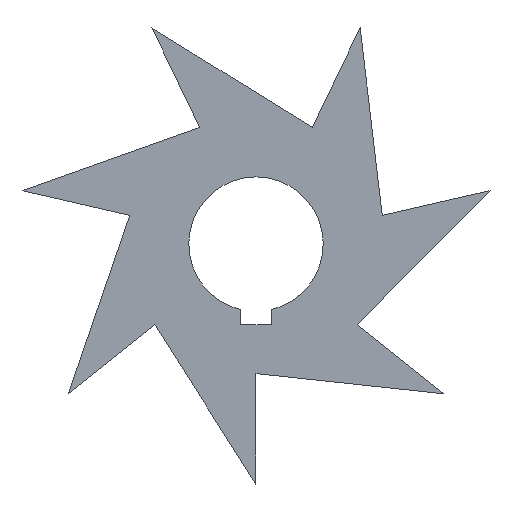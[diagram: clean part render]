
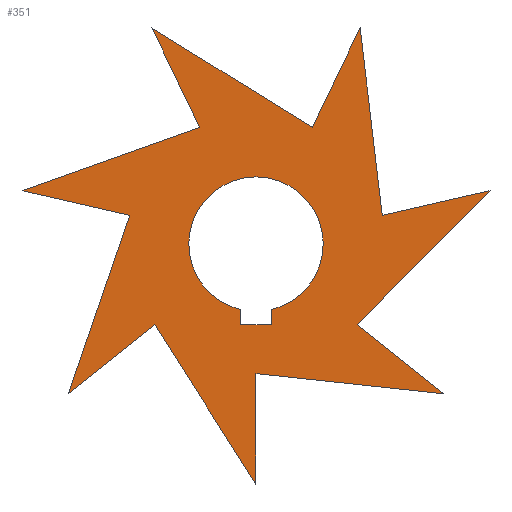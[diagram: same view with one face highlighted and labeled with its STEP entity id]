
A CAD part, front view. The second image highlights one B-rep face of the part: STEP entity #351.
In plain terms, the highlighted planar face has unit normal (0, -1, 0).
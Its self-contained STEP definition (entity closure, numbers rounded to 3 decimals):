
#8 = DIRECTION ( 'NONE',  ( -0.434, 0., 0.901 ) ) ;
#17 = CARTESIAN_POINT ( 'NONE',  ( -32.876, 0., 7.504 ) ) ;
#18 = VERTEX_POINT ( 'NONE', #357 ) ;
#31 = AXIS2_PLACEMENT_3D ( 'NONE', #497, #653, #62 ) ;
#39 = CARTESIAN_POINT ( 'NONE',  ( -4., 0., -21.037 ) ) ;
#43 = LINE ( 'NONE', #539, #600 ) ;
#44 = ORIENTED_EDGE ( 'NONE', *, *, #205, .F. ) ;
#49 = ORIENTED_EDGE ( 'NONE', *, *, #464, .F. ) ;
#51 = CARTESIAN_POINT ( 'NONE',  ( 0., 0., -33.721 ) ) ;
#52 = VERTEX_POINT ( 'NONE', #507 ) ;
#62 = DIRECTION ( 'NONE',  ( 0., 0., 1. ) ) ;
#65 = ORIENTED_EDGE ( 'NONE', *, *, #223, .T. ) ;
#67 = VECTOR ( 'NONE', #629, 1000. ) ;
#84 = CARTESIAN_POINT ( 'NONE',  ( -4., 0., -17.037 ) ) ;
#102 = ORIENTED_EDGE ( 'NONE', *, *, #149, .T. ) ;
#104 = LINE ( 'NONE', #262, #67 ) ;
#105 = VERTEX_POINT ( 'NONE', #513 ) ;
#116 = VERTEX_POINT ( 'NONE', #679 ) ;
#118 = VECTOR ( 'NONE', #160, 1000. ) ;
#121 = CARTESIAN_POINT ( 'NONE',  ( 0., 0., -33.721 ) ) ;
#125 = VECTOR ( 'NONE', #413, 1000. ) ;
#130 = CIRCLE ( 'NONE', #189, 17.5 ) ;
#135 = CARTESIAN_POINT ( 'NONE',  ( 60.933, 0., 13.908 ) ) ;
#140 = DIRECTION ( 'NONE',  ( 0., 0., 1. ) ) ;
#149 = EDGE_CURVE ( 'NONE', #151, #666, #130, .T. ) ;
#151 = VERTEX_POINT ( 'NONE', #567 ) ;
#154 = VECTOR ( 'NONE', #155, 1000. ) ;
#155 = DIRECTION ( 'NONE',  ( -0.975, 0., 0.223 ) ) ;
#160 = DIRECTION ( 'NONE',  ( -0.703, 0., -0.711 ) ) ;
#184 = VECTOR ( 'NONE', #260, 1000. ) ;
#186 = CARTESIAN_POINT ( 'NONE',  ( 0., 0., -33.721 ) ) ;
#189 = AXIS2_PLACEMENT_3D ( 'NONE', #198, #345, #140 ) ;
#193 = VECTOR ( 'NONE', #283, 1000. ) ;
#197 = LINE ( 'NONE', #568, #154 ) ;
#198 = CARTESIAN_POINT ( 'NONE',  ( 0., 0., 0. ) ) ;
#205 = EDGE_CURVE ( 'NONE', #116, #52, #220, .T. ) ;
#209 = CARTESIAN_POINT ( 'NONE',  ( 27.118, 0., 56.311 ) ) ;
#214 = CARTESIAN_POINT ( 'NONE',  ( -60.933, 0., 13.908 ) ) ;
#220 = LINE ( 'NONE', #694, #687 ) ;
#221 = VERTEX_POINT ( 'NONE', #214 ) ;
#223 = EDGE_CURVE ( 'NONE', #666, #308, #43, .T. ) ;
#229 = ORIENTED_EDGE ( 'NONE', *, *, #346, .F. ) ;
#234 = ORIENTED_EDGE ( 'NONE', *, *, #664, .F. ) ;
#236 = CARTESIAN_POINT ( 'NONE',  ( 32.876, 0., 7.504 ) ) ;
#243 = ORIENTED_EDGE ( 'NONE', *, *, #471, .F. ) ;
#245 = VERTEX_POINT ( 'NONE', #414 ) ;
#256 = LINE ( 'NONE', #51, #579 ) ;
#259 = EDGE_CURVE ( 'NONE', #646, #472, #577, .T. ) ;
#260 = DIRECTION ( 'NONE',  ( -1., 0., 0. ) ) ;
#262 = CARTESIAN_POINT ( 'NONE',  ( 14.631, 0., 30.382 ) ) ;
#265 = DIRECTION ( 'NONE',  ( 0., 0., -1. ) ) ;
#266 = CARTESIAN_POINT ( 'NONE',  ( 32.876, 0., 7.504 ) ) ;
#267 = EDGE_CURVE ( 'NONE', #605, #116, #703, .T. ) ;
#269 = CARTESIAN_POINT ( 'NONE',  ( 4., 0., -17.037 ) ) ;
#270 = ORIENTED_EDGE ( 'NONE', *, *, #544, .F. ) ;
#271 = FACE_OUTER_BOUND ( 'NONE', #654, .T. ) ;
#272 = ORIENTED_EDGE ( 'NONE', *, *, #669, .T. ) ;
#276 = ORIENTED_EDGE ( 'NONE', *, *, #618, .F. ) ;
#283 = DIRECTION ( 'NONE',  ( -0.536, 0., 0.844 ) ) ;
#286 = CARTESIAN_POINT ( 'NONE',  ( -32.876, 0., 7.504 ) ) ;
#289 = PLANE ( 'NONE',  #31 ) ;
#298 = DIRECTION ( 'NONE',  ( 0., 0., 1. ) ) ;
#300 = VECTOR ( 'NONE', #689, 1000. ) ;
#308 = VERTEX_POINT ( 'NONE', #686 ) ;
#322 = CARTESIAN_POINT ( 'NONE',  ( 14.631, 0., 30.382 ) ) ;
#326 = DIRECTION ( 'NONE',  ( 0., 0., -1. ) ) ;
#332 = DIRECTION ( 'NONE',  ( -0.994, 0., 0.107 ) ) ;
#345 = DIRECTION ( 'NONE',  ( 0., 1., 0. ) ) ;
#346 = EDGE_CURVE ( 'NONE', #462, #440, #589, .T. ) ;
#351 = ADVANCED_FACE ( 'NONE', ( #271, #661 ), #289, .F. ) ;
#357 = CARTESIAN_POINT ( 'NONE',  ( -4., 0., -21.037 ) ) ;
#362 = ORIENTED_EDGE ( 'NONE', *, *, #478, .F. ) ;
#366 = CARTESIAN_POINT ( 'NONE',  ( 32.876, 0., 7.504 ) ) ;
#386 = VERTEX_POINT ( 'NONE', #286 ) ;
#389 = ORIENTED_EDGE ( 'NONE', *, *, #267, .F. ) ;
#390 = VERTEX_POINT ( 'NONE', #186 ) ;
#395 = CARTESIAN_POINT ( 'NONE',  ( 14.631, 0., 30.382 ) ) ;
#402 = VECTOR ( 'NONE', #407, 1000. ) ;
#407 = DIRECTION ( 'NONE',  ( 0.325, 0., 0.946 ) ) ;
#411 = DIRECTION ( 'NONE',  ( -0.782, 0., -0.623 ) ) ;
#413 = DIRECTION ( 'NONE',  ( 0.975, 0., 0.223 ) ) ;
#414 = CARTESIAN_POINT ( 'NONE',  ( -48.864, 0., -38.968 ) ) ;
#416 = VECTOR ( 'NONE', #641, 1000. ) ;
#420 = CARTESIAN_POINT ( 'NONE',  ( -14.631, 0., 30.382 ) ) ;
#425 = ORIENTED_EDGE ( 'NONE', *, *, #259, .F. ) ;
#433 = EDGE_CURVE ( 'NONE', #105, #695, #655, .T. ) ;
#434 = ORIENTED_EDGE ( 'NONE', *, *, #699, .F. ) ;
#440 = VERTEX_POINT ( 'NONE', #395 ) ;
#441 = LINE ( 'NONE', #17, #402 ) ;
#458 = LINE ( 'NONE', #84, #543 ) ;
#462 = VERTEX_POINT ( 'NONE', #603 ) ;
#464 = EDGE_CURVE ( 'NONE', #52, #390, #555, .T. ) ;
#466 = DIRECTION ( 'NONE',  ( 0.782, 0., -0.623 ) ) ;
#471 = EDGE_CURVE ( 'NONE', #597, #462, #548, .T. ) ;
#472 = VERTEX_POINT ( 'NONE', #236 ) ;
#473 = CARTESIAN_POINT ( 'NONE',  ( -26.364, 0., -21.025 ) ) ;
#478 = EDGE_CURVE ( 'NONE', #245, #386, #441, .T. ) ;
#485 = CARTESIAN_POINT ( 'NONE',  ( -26.364, 0., -21.025 ) ) ;
#491 = CARTESIAN_POINT ( 'NONE',  ( -14.631, 0., 30.382 ) ) ;
#497 = CARTESIAN_POINT ( 'NONE',  ( 0., 0., 0. ) ) ;
#507 = CARTESIAN_POINT ( 'NONE',  ( 48.864, 0., -38.968 ) ) ;
#510 = EDGE_CURVE ( 'NONE', #18, #151, #458, .T. ) ;
#513 = CARTESIAN_POINT ( 'NONE',  ( 0., 0., -62.5 ) ) ;
#514 = LINE ( 'NONE', #420, #300 ) ;
#517 = EDGE_LOOP ( 'NONE', ( #102, #65, #272, #533 ) ) ;
#518 = LINE ( 'NONE', #39, #184 ) ;
#520 = VECTOR ( 'NONE', #332, 1000. ) ;
#522 = VECTOR ( 'NONE', #411, 1000. ) ;
#533 = ORIENTED_EDGE ( 'NONE', *, *, #510, .T. ) ;
#534 = DIRECTION ( 'NONE',  ( 0.849, 0., -0.528 ) ) ;
#538 = ORIENTED_EDGE ( 'NONE', *, *, #691, .F. ) ;
#539 = CARTESIAN_POINT ( 'NONE',  ( 4., 0., -21.037 ) ) ;
#543 = VECTOR ( 'NONE', #298, 1000. ) ;
#544 = EDGE_CURVE ( 'NONE', #695, #245, #665, .T. ) ;
#548 = LINE ( 'NONE', #491, #616 ) ;
#555 = LINE ( 'NONE', #121, #520 ) ;
#565 = CARTESIAN_POINT ( 'NONE',  ( -26.364, 0., -21.025 ) ) ;
#567 = CARTESIAN_POINT ( 'NONE',  ( -4., 0., -17.037 ) ) ;
#568 = CARTESIAN_POINT ( 'NONE',  ( -32.876, 0., 7.504 ) ) ;
#577 = LINE ( 'NONE', #266, #416 ) ;
#579 = VECTOR ( 'NONE', #265, 1000. ) ;
#589 = LINE ( 'NONE', #322, #642 ) ;
#597 = VERTEX_POINT ( 'NONE', #619 ) ;
#600 = VECTOR ( 'NONE', #326, 1000. ) ;
#602 = ORIENTED_EDGE ( 'NONE', *, *, #651, .F. ) ;
#603 = CARTESIAN_POINT ( 'NONE',  ( -27.118, 0., 56.311 ) ) ;
#605 = VERTEX_POINT ( 'NONE', #135 ) ;
#616 = VECTOR ( 'NONE', #8, 1000. ) ;
#618 = EDGE_CURVE ( 'NONE', #386, #221, #197, .T. ) ;
#619 = CARTESIAN_POINT ( 'NONE',  ( -14.631, 0., 30.382 ) ) ;
#629 = DIRECTION ( 'NONE',  ( 0.434, 0., 0.901 ) ) ;
#636 = LINE ( 'NONE', #366, #125 ) ;
#641 = DIRECTION ( 'NONE',  ( 0.117, 0., -0.993 ) ) ;
#642 = VECTOR ( 'NONE', #534, 1000. ) ;
#646 = VERTEX_POINT ( 'NONE', #209 ) ;
#647 = CARTESIAN_POINT ( 'NONE',  ( 26.364, 0., -21.025 ) ) ;
#651 = EDGE_CURVE ( 'NONE', #221, #597, #514, .T. ) ;
#653 = DIRECTION ( 'NONE',  ( 0., 1., 0. ) ) ;
#654 = EDGE_LOOP ( 'NONE', ( #675, #234, #49, #44, #389, #434, #425, #538, #229, #243, #602, #276, #362, #270 ) ) ;
#655 = LINE ( 'NONE', #485, #193 ) ;
#661 = FACE_BOUND ( 'NONE', #517, .T. ) ;
#664 = EDGE_CURVE ( 'NONE', #390, #105, #256, .T. ) ;
#665 = LINE ( 'NONE', #565, #522 ) ;
#666 = VERTEX_POINT ( 'NONE', #269 ) ;
#669 = EDGE_CURVE ( 'NONE', #308, #18, #518, .T. ) ;
#675 = ORIENTED_EDGE ( 'NONE', *, *, #433, .F. ) ;
#679 = CARTESIAN_POINT ( 'NONE',  ( 26.364, 0., -21.025 ) ) ;
#686 = CARTESIAN_POINT ( 'NONE',  ( 4., 0., -21.037 ) ) ;
#687 = VECTOR ( 'NONE', #466, 1000. ) ;
#689 = DIRECTION ( 'NONE',  ( 0.942, 0., 0.335 ) ) ;
#691 = EDGE_CURVE ( 'NONE', #440, #646, #104, .T. ) ;
#694 = CARTESIAN_POINT ( 'NONE',  ( 26.364, 0., -21.025 ) ) ;
#695 = VERTEX_POINT ( 'NONE', #473 ) ;
#699 = EDGE_CURVE ( 'NONE', #472, #605, #636, .T. ) ;
#703 = LINE ( 'NONE', #647, #118 ) ;
